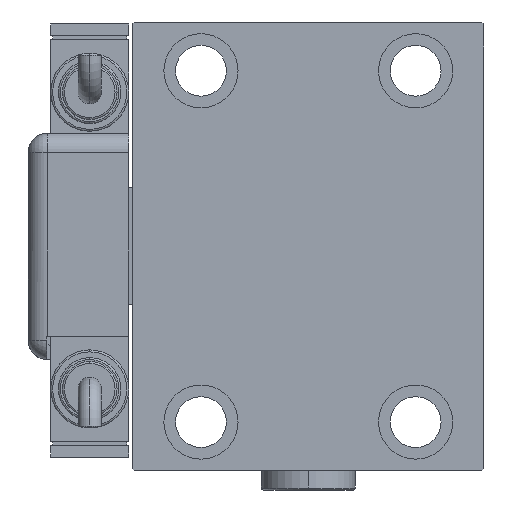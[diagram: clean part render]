
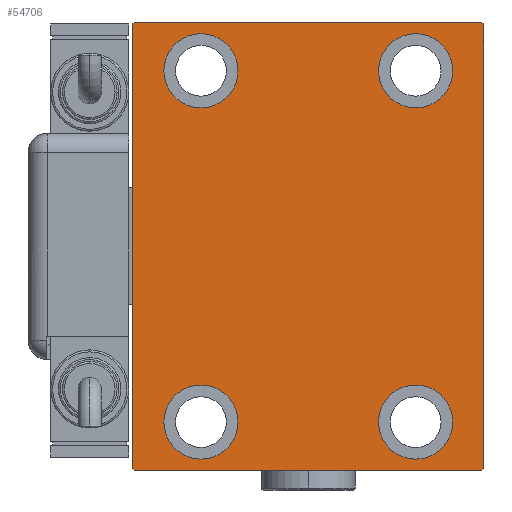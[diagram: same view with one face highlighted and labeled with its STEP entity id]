
A CAD part, left-side view. The second image highlights one B-rep face of the part: STEP entity #54706.
In plain terms, the highlighted face is planar.
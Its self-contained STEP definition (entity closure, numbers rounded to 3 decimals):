
#79 = LINE ( 'NONE', #54621, #61051 ) ;
#565 = EDGE_LOOP ( 'NONE', ( #53586, #46071 ) ) ;
#749 = DIRECTION ( 'NONE',  ( 0., 0.707, 0.707 ) ) ;
#860 = EDGE_CURVE ( 'NONE', #8103, #23430, #28857, .T. ) ;
#1297 = EDGE_CURVE ( 'NONE', #23430, #30660, #21457, .T. ) ;
#1704 = CARTESIAN_POINT ( 'NONE',  ( 158., 51., -51. ) ) ;
#1925 = VERTEX_POINT ( 'NONE', #16721 ) ;
#2274 = ORIENTED_EDGE ( 'NONE', *, *, #23675, .T. ) ;
#2797 = CARTESIAN_POINT ( 'NONE',  ( 158., -51., -51. ) ) ;
#2799 = CARTESIAN_POINT ( 'NONE',  ( 158., 45., 57. ) ) ;
#3828 = CARTESIAN_POINT ( 'NONE',  ( 158., -27.5, 35.5 ) ) ;
#4129 = EDGE_CURVE ( 'NONE', #31759, #1925, #59577, .T. ) ;
#4657 = FACE_BOUND ( 'NONE', #16382, .T. ) ;
#4854 = AXIS2_PLACEMENT_3D ( 'NONE', #49379, #44480, #39280 ) ;
#5112 = DIRECTION ( 'NONE',  ( 0., 0., 1. ) ) ;
#5182 = VERTEX_POINT ( 'NONE', #60764 ) ;
#5237 = VECTOR ( 'NONE', #23656, 1000. ) ;
#5283 = VERTEX_POINT ( 'NONE', #46056 ) ;
#5350 = LINE ( 'NONE', #50399, #47076 ) ;
#5482 = DIRECTION ( 'NONE',  ( 0., -1., 0. ) ) ;
#5754 = ORIENTED_EDGE ( 'NONE', *, *, #6899, .T. ) ;
#6111 = CARTESIAN_POINT ( 'NONE',  ( 158., -27.5, 45. ) ) ;
#6646 = CARTESIAN_POINT ( 'NONE',  ( 158., 27.5, 54.5 ) ) ;
#6899 = EDGE_CURVE ( 'NONE', #24719, #43541, #33672, .T. ) ;
#7804 = ORIENTED_EDGE ( 'NONE', *, *, #15503, .T. ) ;
#8016 = CIRCLE ( 'NONE', #48713, 9.5 ) ;
#8103 = VERTEX_POINT ( 'NONE', #2799 ) ;
#8245 = AXIS2_PLACEMENT_3D ( 'NONE', #21100, #37075, #55707 ) ;
#8759 = VERTEX_POINT ( 'NONE', #62353 ) ;
#8929 = FACE_BOUND ( 'NONE', #565, .T. ) ;
#9583 = VECTOR ( 'NONE', #27817, 1000. ) ;
#9674 = VECTOR ( 'NONE', #27942, 1000. ) ;
#10353 = CARTESIAN_POINT ( 'NONE',  ( 158., 27.5, 45. ) ) ;
#10512 = ORIENTED_EDGE ( 'NONE', *, *, #35533, .T. ) ;
#12655 = AXIS2_PLACEMENT_3D ( 'NONE', #38854, #58778, #14368 ) ;
#12854 = DIRECTION ( 'NONE',  ( 0., 0., 1. ) ) ;
#13218 = ORIENTED_EDGE ( 'NONE', *, *, #4129, .T. ) ;
#13354 = CARTESIAN_POINT ( 'NONE',  ( 158., 44.5, 57.5 ) ) ;
#13410 = CIRCLE ( 'NONE', #49860, 9.5 ) ;
#13495 = EDGE_LOOP ( 'NONE', ( #59522, #28856, #5754, #61320, #10512, #7804, #46119, #39580 ) ) ;
#14161 = VERTEX_POINT ( 'NONE', #3828 ) ;
#14165 = PLANE ( 'NONE',  #4854 ) ;
#14368 = DIRECTION ( 'NONE',  ( 0., 0., 1. ) ) ;
#14542 = EDGE_LOOP ( 'NONE', ( #25042, #61767 ) ) ;
#14878 = ORIENTED_EDGE ( 'NONE', *, *, #23561, .T. ) ;
#15503 = EDGE_CURVE ( 'NONE', #5283, #58162, #21321, .T. ) ;
#15940 = DIRECTION ( 'NONE',  ( 0., 0., 1. ) ) ;
#16115 = EDGE_CURVE ( 'NONE', #8759, #23535, #8016, .T. ) ;
#16382 = EDGE_LOOP ( 'NONE', ( #2274, #64324 ) ) ;
#16520 = CARTESIAN_POINT ( 'NONE',  ( 158., 27.5, -54.5 ) ) ;
#16721 = CARTESIAN_POINT ( 'NONE',  ( 158., 27.5, 35.5 ) ) ;
#17417 = CARTESIAN_POINT ( 'NONE',  ( 158., 27.5, -45. ) ) ;
#19060 = FACE_OUTER_BOUND ( 'NONE', #13495, .T. ) ;
#19423 = EDGE_CURVE ( 'NONE', #5182, #36073, #27969, .T. ) ;
#19836 = DIRECTION ( 'NONE',  ( 0., 0., 1. ) ) ;
#21100 = CARTESIAN_POINT ( 'NONE',  ( 158., 27.5, -45. ) ) ;
#21123 = VECTOR ( 'NONE', #23854, 1000. ) ;
#21321 = LINE ( 'NONE', #1704, #35150 ) ;
#21457 = LINE ( 'NONE', #35201, #40678 ) ;
#21779 = DIRECTION ( 'NONE',  ( -1., 0., 0. ) ) ;
#23059 = LINE ( 'NONE', #2797, #9674 ) ;
#23430 = VERTEX_POINT ( 'NONE', #13354 ) ;
#23535 = VERTEX_POINT ( 'NONE', #55069 ) ;
#23561 = EDGE_CURVE ( 'NONE', #1925, #31759, #40493, .T. ) ;
#23656 = DIRECTION ( 'NONE',  ( 0., -0.707, 0.707 ) ) ;
#23675 = EDGE_CURVE ( 'NONE', #36073, #5182, #25940, .T. ) ;
#23854 = DIRECTION ( 'NONE',  ( 0., 0., -1. ) ) ;
#24719 = VERTEX_POINT ( 'NONE', #62553 ) ;
#24850 = AXIS2_PLACEMENT_3D ( 'NONE', #17417, #47110, #48424 ) ;
#25042 = ORIENTED_EDGE ( 'NONE', *, *, #16115, .T. ) ;
#25940 = CIRCLE ( 'NONE', #8245, 9.5 ) ;
#26027 = DIRECTION ( 'NONE',  ( -1., 0., 0. ) ) ;
#27817 = DIRECTION ( 'NONE',  ( 0., -0.707, -0.707 ) ) ;
#27942 = DIRECTION ( 'NONE',  ( 0., 0.707, -0.707 ) ) ;
#27969 = CIRCLE ( 'NONE', #24850, 9.5 ) ;
#28856 = ORIENTED_EDGE ( 'NONE', *, *, #37208, .T. ) ;
#28857 = LINE ( 'NONE', #57936, #5237 ) ;
#30660 = VERTEX_POINT ( 'NONE', #60563 ) ;
#31759 = VERTEX_POINT ( 'NONE', #6646 ) ;
#31913 = CARTESIAN_POINT ( 'NONE',  ( 158., -44.5, -57.5 ) ) ;
#32934 = CIRCLE ( 'NONE', #47543, 9.5 ) ;
#33672 = LINE ( 'NONE', #64312, #21123 ) ;
#34766 = DIRECTION ( 'NONE',  ( 0., 1., 0. ) ) ;
#35150 = VECTOR ( 'NONE', #749, 1000. ) ;
#35201 = CARTESIAN_POINT ( 'NONE',  ( 158., 45., 57.5 ) ) ;
#35480 = DIRECTION ( 'NONE',  ( -1., 0., 0. ) ) ;
#35533 = EDGE_CURVE ( 'NONE', #44090, #5283, #5350, .T. ) ;
#36073 = VERTEX_POINT ( 'NONE', #16520 ) ;
#36714 = EDGE_LOOP ( 'NONE', ( #14878, #13218 ) ) ;
#37075 = DIRECTION ( 'NONE',  ( -1., 0., 0. ) ) ;
#37208 = EDGE_CURVE ( 'NONE', #30660, #24719, #52963, .T. ) ;
#37589 = CARTESIAN_POINT ( 'NONE',  ( 158., -27.5, 54.5 ) ) ;
#37608 = CARTESIAN_POINT ( 'NONE',  ( 158., -51., 51. ) ) ;
#38800 = CIRCLE ( 'NONE', #50228, 9.5 ) ;
#38854 = CARTESIAN_POINT ( 'NONE',  ( 158., 27.5, 45. ) ) ;
#39280 = DIRECTION ( 'NONE',  ( 0., 0., -1. ) ) ;
#39580 = ORIENTED_EDGE ( 'NONE', *, *, #860, .T. ) ;
#40493 = CIRCLE ( 'NONE', #48852, 9.5 ) ;
#40678 = VECTOR ( 'NONE', #5482, 1000. ) ;
#41938 = EDGE_CURVE ( 'NONE', #43541, #44090, #23059, .T. ) ;
#42008 = CARTESIAN_POINT ( 'NONE',  ( 158., -27.5, 45. ) ) ;
#43420 = VERTEX_POINT ( 'NONE', #37589 ) ;
#43541 = VERTEX_POINT ( 'NONE', #49007 ) ;
#44090 = VERTEX_POINT ( 'NONE', #31913 ) ;
#44480 = DIRECTION ( 'NONE',  ( 1., 0., 0. ) ) ;
#44502 = DIRECTION ( 'NONE',  ( 0., 0., 1. ) ) ;
#46056 = CARTESIAN_POINT ( 'NONE',  ( 158., 44.5, -57.5 ) ) ;
#46071 = ORIENTED_EDGE ( 'NONE', *, *, #58482, .T. ) ;
#46119 = ORIENTED_EDGE ( 'NONE', *, *, #52014, .T. ) ;
#46595 = DIRECTION ( 'NONE',  ( 0., 0., 1. ) ) ;
#47076 = VECTOR ( 'NONE', #34766, 1000. ) ;
#47110 = DIRECTION ( 'NONE',  ( -1., 0., 0. ) ) ;
#47112 = CARTESIAN_POINT ( 'NONE',  ( 158., -27.5, -45. ) ) ;
#47543 = AXIS2_PLACEMENT_3D ( 'NONE', #42008, #26027, #46595 ) ;
#48424 = DIRECTION ( 'NONE',  ( 0., 0., 1. ) ) ;
#48713 = AXIS2_PLACEMENT_3D ( 'NONE', #54735, #55052, #5112 ) ;
#48852 = AXIS2_PLACEMENT_3D ( 'NONE', #10353, #35480, #19836 ) ;
#48962 = EDGE_CURVE ( 'NONE', #14161, #43420, #32934, .T. ) ;
#49007 = CARTESIAN_POINT ( 'NONE',  ( 158., -45., -57. ) ) ;
#49379 = CARTESIAN_POINT ( 'NONE',  ( 158., 0., 0. ) ) ;
#49860 = AXIS2_PLACEMENT_3D ( 'NONE', #6111, #21779, #15940 ) ;
#50228 = AXIS2_PLACEMENT_3D ( 'NONE', #47112, #57230, #12854 ) ;
#50399 = CARTESIAN_POINT ( 'NONE',  ( 158., -45., -57.5 ) ) ;
#52014 = EDGE_CURVE ( 'NONE', #58162, #8103, #79, .T. ) ;
#52963 = LINE ( 'NONE', #37608, #9583 ) ;
#53586 = ORIENTED_EDGE ( 'NONE', *, *, #48962, .T. ) ;
#53959 = FACE_BOUND ( 'NONE', #14542, .T. ) ;
#54621 = CARTESIAN_POINT ( 'NONE',  ( 158., 45., -57.5 ) ) ;
#54706 = ADVANCED_FACE ( 'NONE', ( #53959, #8929, #58242, #4657, #19060 ), #14165, .T. ) ;
#54735 = CARTESIAN_POINT ( 'NONE',  ( 158., -27.5, -45. ) ) ;
#55052 = DIRECTION ( 'NONE',  ( -1., 0., 0. ) ) ;
#55069 = CARTESIAN_POINT ( 'NONE',  ( 158., -27.5, -35.5 ) ) ;
#55707 = DIRECTION ( 'NONE',  ( 0., 0., 1. ) ) ;
#57230 = DIRECTION ( 'NONE',  ( -1., 0., 0. ) ) ;
#57936 = CARTESIAN_POINT ( 'NONE',  ( 158., 51., 51. ) ) ;
#58162 = VERTEX_POINT ( 'NONE', #59780 ) ;
#58242 = FACE_BOUND ( 'NONE', #36714, .T. ) ;
#58482 = EDGE_CURVE ( 'NONE', #43420, #14161, #13410, .T. ) ;
#58778 = DIRECTION ( 'NONE',  ( -1., 0., 0. ) ) ;
#59522 = ORIENTED_EDGE ( 'NONE', *, *, #1297, .T. ) ;
#59577 = CIRCLE ( 'NONE', #12655, 9.5 ) ;
#59780 = CARTESIAN_POINT ( 'NONE',  ( 158., 45., -57. ) ) ;
#60563 = CARTESIAN_POINT ( 'NONE',  ( 158., -44.5, 57.5 ) ) ;
#60764 = CARTESIAN_POINT ( 'NONE',  ( 158., 27.5, -35.5 ) ) ;
#61051 = VECTOR ( 'NONE', #44502, 1000. ) ;
#61320 = ORIENTED_EDGE ( 'NONE', *, *, #41938, .T. ) ;
#61767 = ORIENTED_EDGE ( 'NONE', *, *, #62582, .T. ) ;
#62353 = CARTESIAN_POINT ( 'NONE',  ( 158., -27.5, -54.5 ) ) ;
#62553 = CARTESIAN_POINT ( 'NONE',  ( 158., -45., 57. ) ) ;
#62582 = EDGE_CURVE ( 'NONE', #23535, #8759, #38800, .T. ) ;
#64312 = CARTESIAN_POINT ( 'NONE',  ( 158., -45., 57.5 ) ) ;
#64324 = ORIENTED_EDGE ( 'NONE', *, *, #19423, .T. ) ;
